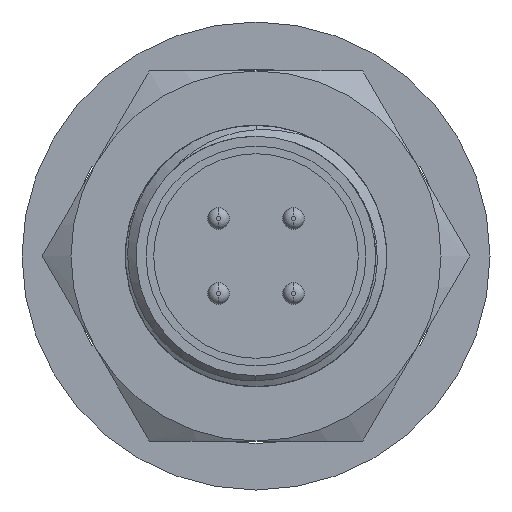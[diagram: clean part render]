
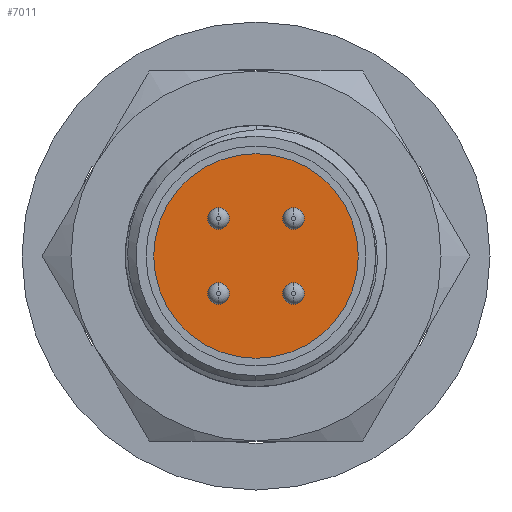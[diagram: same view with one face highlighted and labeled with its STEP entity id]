
A CAD part, front view. The second image highlights one B-rep face of the part: STEP entity #7011.
In plain terms, the highlighted planar face has unit normal (0, -1, 0).
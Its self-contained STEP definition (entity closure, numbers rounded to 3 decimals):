
#299 = VERTEX_POINT ( 'NONE', #19424 ) ;
#366 = EDGE_CURVE ( 'NONE', #19726, #31657, #3832, .T. ) ;
#451 = EDGE_LOOP ( 'NONE', ( #7705, #29132 ) ) ;
#1147 = VERTEX_POINT ( 'NONE', #4805 ) ;
#1922 = EDGE_CURVE ( 'NONE', #17269, #14755, #6274, .T. ) ;
#3513 = DIRECTION ( 'NONE',  ( 0., 0., 1. ) ) ;
#3832 = CIRCLE ( 'NONE', #12207, 4.7 ) ;
#4288 = EDGE_LOOP ( 'NONE', ( #18830, #5683 ) ) ;
#4795 = CARTESIAN_POINT ( 'NONE',  ( 1.725, -6.6, 2.225 ) ) ;
#4805 = CARTESIAN_POINT ( 'NONE',  ( 1.725, -6.6, -2.225 ) ) ;
#5047 = CARTESIAN_POINT ( 'NONE',  ( 1.725, -6.6, 1.725 ) ) ;
#5218 = ORIENTED_EDGE ( 'NONE', *, *, #366, .F. ) ;
#5633 = DIRECTION ( 'NONE',  ( 0., 1., 0. ) ) ;
#5683 = ORIENTED_EDGE ( 'NONE', *, *, #36345, .T. ) ;
#6139 = EDGE_LOOP ( 'NONE', ( #5218, #30757 ) ) ;
#6251 = FACE_BOUND ( 'NONE', #17530, .T. ) ;
#6274 = CIRCLE ( 'NONE', #17431, 0.5 ) ;
#6893 = AXIS2_PLACEMENT_3D ( 'NONE', #21702, #33995, #24286 ) ;
#7011 = ADVANCED_FACE ( 'NONE', ( #38447, #34559, #8213, #6251, #35061 ), #17028, .F. ) ;
#7460 = CARTESIAN_POINT ( 'NONE',  ( 0., -6.6, 4.7 ) ) ;
#7480 = DIRECTION ( 'NONE',  ( 0., 1., 0. ) ) ;
#7670 = AXIS2_PLACEMENT_3D ( 'NONE', #5047, #26859, #8199 ) ;
#7705 = ORIENTED_EDGE ( 'NONE', *, *, #34226, .T. ) ;
#7795 = ORIENTED_EDGE ( 'NONE', *, *, #20867, .T. ) ;
#8199 = DIRECTION ( 'NONE',  ( 0., 0., 1. ) ) ;
#8213 = FACE_BOUND ( 'NONE', #4288, .T. ) ;
#8511 = DIRECTION ( 'NONE',  ( 0., 0., 1. ) ) ;
#8832 = DIRECTION ( 'NONE',  ( 0., 1., 0. ) ) ;
#8907 = AXIS2_PLACEMENT_3D ( 'NONE', #13930, #35736, #13807 ) ;
#9016 = CARTESIAN_POINT ( 'NONE',  ( 1.725, -6.6, 1.225 ) ) ;
#9239 = DIRECTION ( 'NONE',  ( 0., 0., 1. ) ) ;
#10175 = AXIS2_PLACEMENT_3D ( 'NONE', #21368, #21512, #30789 ) ;
#10381 = CIRCLE ( 'NONE', #6893, 0.5 ) ;
#10476 = CARTESIAN_POINT ( 'NONE',  ( 0., -6.6, 0. ) ) ;
#10827 = EDGE_CURVE ( 'NONE', #34773, #22782, #28673, .T. ) ;
#11066 = CARTESIAN_POINT ( 'NONE',  ( -1.725, -6.6, 1.225 ) ) ;
#11167 = EDGE_LOOP ( 'NONE', ( #22449, #40452 ) ) ;
#11421 = EDGE_CURVE ( 'NONE', #15856, #1147, #25213, .T. ) ;
#11839 = AXIS2_PLACEMENT_3D ( 'NONE', #12153, #12709, #31080 ) ;
#12022 = AXIS2_PLACEMENT_3D ( 'NONE', #39605, #17502, #20906 ) ;
#12153 = CARTESIAN_POINT ( 'NONE',  ( -1.725, -6.6, -1.725 ) ) ;
#12207 = AXIS2_PLACEMENT_3D ( 'NONE', #30571, #39860, #8511 ) ;
#12709 = DIRECTION ( 'NONE',  ( 0., 1., 0. ) ) ;
#13807 = DIRECTION ( 'NONE',  ( 0., 0., 1. ) ) ;
#13930 = CARTESIAN_POINT ( 'NONE',  ( -1.725, -6.6, 1.725 ) ) ;
#13939 = EDGE_CURVE ( 'NONE', #31657, #19726, #37564, .T. ) ;
#14216 = CARTESIAN_POINT ( 'NONE',  ( 1.725, -6.6, -1.225 ) ) ;
#14755 = VERTEX_POINT ( 'NONE', #9016 ) ;
#15856 = VERTEX_POINT ( 'NONE', #14216 ) ;
#17028 = PLANE ( 'NONE',  #10175 ) ;
#17269 = VERTEX_POINT ( 'NONE', #4795 ) ;
#17431 = AXIS2_PLACEMENT_3D ( 'NONE', #24898, #24754, #3513 ) ;
#17502 = DIRECTION ( 'NONE',  ( 0., 1., 0. ) ) ;
#17530 = EDGE_LOOP ( 'NONE', ( #21940, #7795 ) ) ;
#18830 = ORIENTED_EDGE ( 'NONE', *, *, #11421, .T. ) ;
#19424 = CARTESIAN_POINT ( 'NONE',  ( -1.725, -6.6, 2.225 ) ) ;
#19726 = VERTEX_POINT ( 'NONE', #7460 ) ;
#20648 = CARTESIAN_POINT ( 'NONE',  ( 0., -6.6, -4.7 ) ) ;
#20867 = EDGE_CURVE ( 'NONE', #14755, #17269, #31697, .T. ) ;
#20906 = DIRECTION ( 'NONE',  ( 0., 0., 1. ) ) ;
#21368 = CARTESIAN_POINT ( 'NONE',  ( 0., -6.6, 0. ) ) ;
#21512 = DIRECTION ( 'NONE',  ( 0., 1., 0. ) ) ;
#21702 = CARTESIAN_POINT ( 'NONE',  ( 1.725, -6.6, -1.725 ) ) ;
#21940 = ORIENTED_EDGE ( 'NONE', *, *, #1922, .T. ) ;
#22449 = ORIENTED_EDGE ( 'NONE', *, *, #33337, .T. ) ;
#22782 = VERTEX_POINT ( 'NONE', #39835 ) ;
#24286 = DIRECTION ( 'NONE',  ( 0., 0., 1. ) ) ;
#24691 = CIRCLE ( 'NONE', #8907, 0.5 ) ;
#24754 = DIRECTION ( 'NONE',  ( 0., 1., 0. ) ) ;
#24898 = CARTESIAN_POINT ( 'NONE',  ( 1.725, -6.6, 1.725 ) ) ;
#25213 = CIRCLE ( 'NONE', #28499, 0.5 ) ;
#25726 = DIRECTION ( 'NONE',  ( 0., 0., 1. ) ) ;
#26458 = EDGE_CURVE ( 'NONE', #40012, #299, #24691, .T. ) ;
#26859 = DIRECTION ( 'NONE',  ( 0., 1., 0. ) ) ;
#27439 = DIRECTION ( 'NONE',  ( 0., 0., 1. ) ) ;
#28033 = CARTESIAN_POINT ( 'NONE',  ( 1.725, -6.6, -1.725 ) ) ;
#28499 = AXIS2_PLACEMENT_3D ( 'NONE', #28033, #8832, #9239 ) ;
#28673 = CIRCLE ( 'NONE', #12022, 0.5 ) ;
#29132 = ORIENTED_EDGE ( 'NONE', *, *, #26458, .T. ) ;
#30571 = CARTESIAN_POINT ( 'NONE',  ( 0., -6.6, 0. ) ) ;
#30579 = CARTESIAN_POINT ( 'NONE',  ( -1.725, -6.6, 1.725 ) ) ;
#30757 = ORIENTED_EDGE ( 'NONE', *, *, #13939, .F. ) ;
#30789 = DIRECTION ( 'NONE',  ( 0., 0., 1. ) ) ;
#30858 = CIRCLE ( 'NONE', #38470, 0.5 ) ;
#31080 = DIRECTION ( 'NONE',  ( 0., 0., 1. ) ) ;
#31657 = VERTEX_POINT ( 'NONE', #20648 ) ;
#31697 = CIRCLE ( 'NONE', #7670, 0.5 ) ;
#31917 = AXIS2_PLACEMENT_3D ( 'NONE', #10476, #7480, #25726 ) ;
#32581 = CARTESIAN_POINT ( 'NONE',  ( -1.725, -6.6, -2.225 ) ) ;
#33337 = EDGE_CURVE ( 'NONE', #22782, #34773, #35799, .T. ) ;
#33995 = DIRECTION ( 'NONE',  ( 0., 1., 0. ) ) ;
#34226 = EDGE_CURVE ( 'NONE', #299, #40012, #30858, .T. ) ;
#34559 = FACE_BOUND ( 'NONE', #11167, .T. ) ;
#34773 = VERTEX_POINT ( 'NONE', #32581 ) ;
#35061 = FACE_OUTER_BOUND ( 'NONE', #6139, .T. ) ;
#35736 = DIRECTION ( 'NONE',  ( 0., 1., 0. ) ) ;
#35799 = CIRCLE ( 'NONE', #11839, 0.5 ) ;
#36345 = EDGE_CURVE ( 'NONE', #1147, #15856, #10381, .T. ) ;
#37564 = CIRCLE ( 'NONE', #31917, 4.7 ) ;
#38447 = FACE_BOUND ( 'NONE', #451, .T. ) ;
#38470 = AXIS2_PLACEMENT_3D ( 'NONE', #30579, #5633, #27439 ) ;
#39605 = CARTESIAN_POINT ( 'NONE',  ( -1.725, -6.6, -1.725 ) ) ;
#39835 = CARTESIAN_POINT ( 'NONE',  ( -1.725, -6.6, -1.225 ) ) ;
#39860 = DIRECTION ( 'NONE',  ( 0., 1., 0. ) ) ;
#40012 = VERTEX_POINT ( 'NONE', #11066 ) ;
#40452 = ORIENTED_EDGE ( 'NONE', *, *, #10827, .T. ) ;
